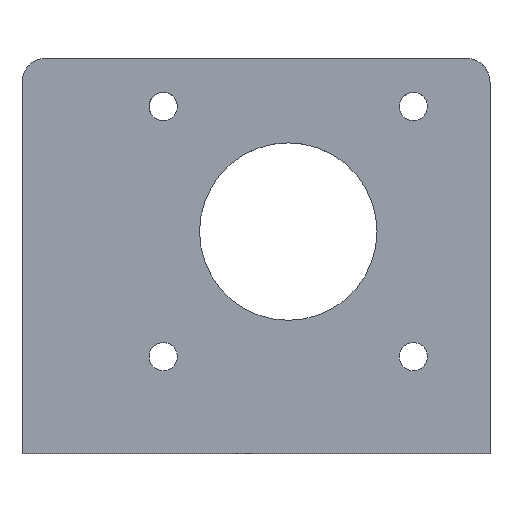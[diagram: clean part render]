
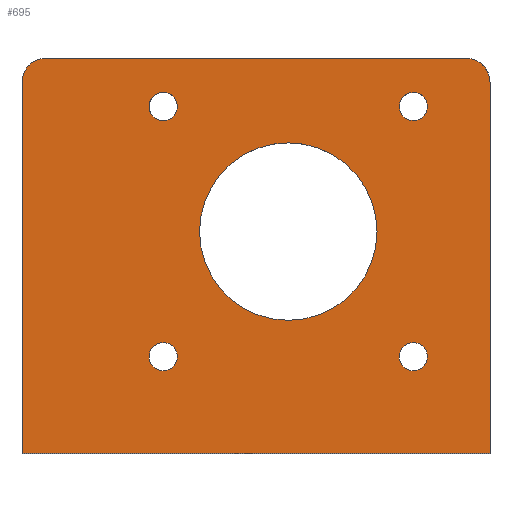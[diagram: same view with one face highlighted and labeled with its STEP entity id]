
A CAD part, top view. The second image highlights one B-rep face of the part: STEP entity #695.
In plain terms, the highlighted planar face has unit normal (0, 0, 1).
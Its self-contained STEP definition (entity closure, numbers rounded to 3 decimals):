
#30=FACE_BOUND('',#130,.T.);
#31=FACE_BOUND('',#131,.T.);
#32=FACE_BOUND('',#132,.T.);
#33=FACE_BOUND('',#133,.T.);
#34=FACE_BOUND('',#134,.T.);
#46=PLANE('',#798);
#82=FACE_OUTER_BOUND('',#129,.T.);
#129=EDGE_LOOP('',(#629,#630,#631,#632,#633,#634));
#130=EDGE_LOOP('',(#635));
#131=EDGE_LOOP('',(#636));
#132=EDGE_LOOP('',(#637));
#133=EDGE_LOOP('',(#638));
#134=EDGE_LOOP('',(#639));
#164=LINE('',#1135,#208);
#170=LINE('',#1175,#214);
#177=LINE('',#1233,#221);
#186=LINE('',#1261,#230);
#208=VECTOR('',#890,10.);
#214=VECTOR('',#914,10.);
#221=VECTOR('',#969,10.);
#230=VECTOR('',#1006,10.);
#232=CIRCLE('',#718,3.);
#257=CIRCLE('',#755,3.);
#273=CIRCLE('',#787,1.75);
#274=CIRCLE('',#789,1.75);
#275=CIRCLE('',#791,1.75);
#276=CIRCLE('',#793,1.75);
#277=CIRCLE('',#795,11.);
#280=VERTEX_POINT('',#1016);
#281=VERTEX_POINT('',#1018);
#314=VERTEX_POINT('',#1132);
#315=VERTEX_POINT('',#1134);
#320=VERTEX_POINT('',#1146);
#321=VERTEX_POINT('',#1147);
#338=VERTEX_POINT('',#1241);
#339=VERTEX_POINT('',#1245);
#340=VERTEX_POINT('',#1249);
#341=VERTEX_POINT('',#1253);
#342=VERTEX_POINT('',#1257);
#345=EDGE_CURVE('',#280,#281,#232,.T.);
#390=EDGE_CURVE('',#314,#315,#164,.T.);
#396=EDGE_CURVE('',#320,#321,#257,.T.);
#405=EDGE_CURVE('',#315,#320,#170,.T.);
#427=EDGE_CURVE('',#314,#281,#177,.T.);
#432=EDGE_CURVE('',#338,#338,#273,.T.);
#434=EDGE_CURVE('',#339,#339,#274,.T.);
#436=EDGE_CURVE('',#340,#340,#275,.T.);
#438=EDGE_CURVE('',#341,#341,#276,.T.);
#440=EDGE_CURVE('',#342,#342,#277,.T.);
#441=EDGE_CURVE('',#321,#280,#186,.T.);
#629=ORIENTED_EDGE('',*,*,#345,.F.);
#630=ORIENTED_EDGE('',*,*,#441,.F.);
#631=ORIENTED_EDGE('',*,*,#396,.F.);
#632=ORIENTED_EDGE('',*,*,#405,.F.);
#633=ORIENTED_EDGE('',*,*,#390,.F.);
#634=ORIENTED_EDGE('',*,*,#427,.T.);
#635=ORIENTED_EDGE('',*,*,#432,.T.);
#636=ORIENTED_EDGE('',*,*,#434,.T.);
#637=ORIENTED_EDGE('',*,*,#436,.T.);
#638=ORIENTED_EDGE('',*,*,#438,.T.);
#639=ORIENTED_EDGE('',*,*,#440,.T.);
#695=ADVANCED_FACE('',(#82,#30,#31,#32,#33,#34),#46,.T.);
#718=AXIS2_PLACEMENT_3D('',#1019,#806,#807);
#755=AXIS2_PLACEMENT_3D('',#1148,#902,#903);
#787=AXIS2_PLACEMENT_3D('',#1243,#982,#983);
#789=AXIS2_PLACEMENT_3D('',#1247,#987,#988);
#791=AXIS2_PLACEMENT_3D('',#1251,#992,#993);
#793=AXIS2_PLACEMENT_3D('',#1255,#997,#998);
#795=AXIS2_PLACEMENT_3D('',#1259,#1002,#1003);
#798=AXIS2_PLACEMENT_3D('',#1263,#1009,#1010);
#806=DIRECTION('center_axis',(0.,0.,-1.));
#807=DIRECTION('ref_axis',(0.707,0.707,0.));
#890=DIRECTION('',(-1.,0.,0.));
#902=DIRECTION('center_axis',(0.,0.,-1.));
#903=DIRECTION('ref_axis',(-0.707,0.707,0.));
#914=DIRECTION('',(0.,1.,0.));
#969=DIRECTION('',(0.,1.,0.));
#982=DIRECTION('center_axis',(0.,0.,-1.));
#983=DIRECTION('ref_axis',(-1.,0.,0.));
#987=DIRECTION('center_axis',(0.,0.,-1.));
#988=DIRECTION('ref_axis',(-1.,0.,0.));
#992=DIRECTION('center_axis',(0.,0.,-1.));
#993=DIRECTION('ref_axis',(-1.,0.,0.));
#997=DIRECTION('center_axis',(0.,0.,-1.));
#998=DIRECTION('ref_axis',(-1.,0.,0.));
#1002=DIRECTION('center_axis',(0.,0.,-1.));
#1003=DIRECTION('ref_axis',(1.,0.,0.));
#1006=DIRECTION('',(1.,0.,0.));
#1009=DIRECTION('center_axis',(0.,0.,1.));
#1010=DIRECTION('ref_axis',(1.,0.,0.));
#1016=CARTESIAN_POINT('',(26.,49.,14.925));
#1018=CARTESIAN_POINT('',(29.,46.,14.925));
#1019=CARTESIAN_POINT('Origin',(26.,46.,14.925));
#1132=CARTESIAN_POINT('',(29.,0.,14.925));
#1134=CARTESIAN_POINT('',(-29.,0.,14.925));
#1135=CARTESIAN_POINT('',(29.,0.,14.925));
#1146=CARTESIAN_POINT('',(-29.,46.,14.925));
#1147=CARTESIAN_POINT('',(-26.,49.,14.925));
#1148=CARTESIAN_POINT('Origin',(-26.,46.,14.925));
#1175=CARTESIAN_POINT('',(-29.,0.,14.925));
#1233=CARTESIAN_POINT('',(29.,0.,14.925));
#1241=CARTESIAN_POINT('',(21.25,43.,14.925));
#1243=CARTESIAN_POINT('Origin',(19.5,43.,14.925));
#1245=CARTESIAN_POINT('',(-9.75,12.,14.925));
#1247=CARTESIAN_POINT('Origin',(-11.5,12.,14.925));
#1249=CARTESIAN_POINT('',(21.25,12.,14.925));
#1251=CARTESIAN_POINT('Origin',(19.5,12.,14.925));
#1253=CARTESIAN_POINT('',(-9.75,43.,14.925));
#1255=CARTESIAN_POINT('Origin',(-11.5,43.,14.925));
#1257=CARTESIAN_POINT('',(-7.,27.5,14.925));
#1259=CARTESIAN_POINT('Origin',(4.,27.5,14.925));
#1261=CARTESIAN_POINT('',(-29.,49.,14.925));
#1263=CARTESIAN_POINT('Origin',(-29.,0.,14.925));
